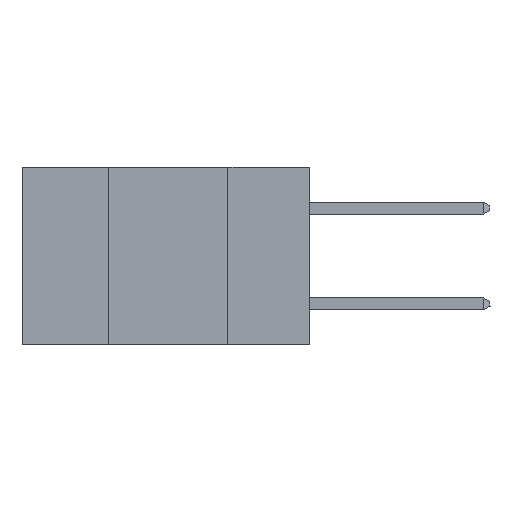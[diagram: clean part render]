
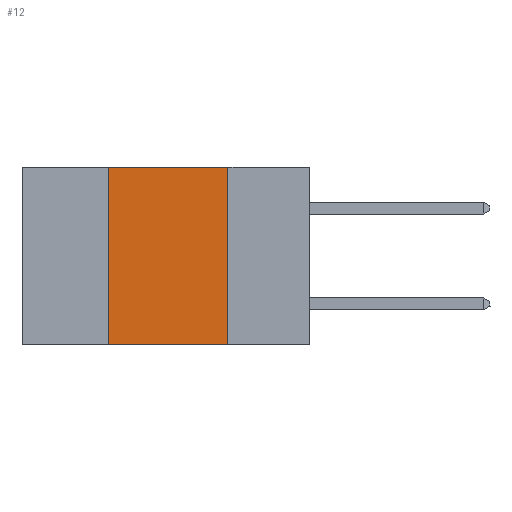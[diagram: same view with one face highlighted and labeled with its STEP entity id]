
A CAD part, left-side view. The second image highlights one B-rep face of the part: STEP entity #12.
In plain terms, the highlighted planar face has unit normal (-1, 0, 0).
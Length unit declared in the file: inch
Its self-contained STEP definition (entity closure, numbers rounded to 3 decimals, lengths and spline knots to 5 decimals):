
#12 = ADVANCED_FACE ( 'NONE', ( #10776 ), #19424, .F. ) ;
#34 = ORIENTED_EDGE ( 'NONE', *, *, #19341, .F. ) ;
#920 = LINE ( 'NONE', #12159, #5061 ) ;
#998 = CARTESIAN_POINT ( 'NONE',  ( 0., 0.17, -0.37 ) ) ;
#1571 = CARTESIAN_POINT ( 'NONE',  ( 0., 0.42, 0. ) ) ;
#1838 = VERTEX_POINT ( 'NONE', #14106 ) ;
#2858 = CARTESIAN_POINT ( 'NONE',  ( 0., 0.42, 0. ) ) ;
#3662 = DIRECTION ( 'NONE',  ( 0., -1., 0. ) ) ;
#3669 = VERTEX_POINT ( 'NONE', #8550 ) ;
#5061 = VECTOR ( 'NONE', #15689, 39.37008 ) ;
#5565 = VECTOR ( 'NONE', #11697, 39.37008 ) ;
#8550 = CARTESIAN_POINT ( 'NONE',  ( 0., 0.42, -0.37 ) ) ;
#8655 = VECTOR ( 'NONE', #3662, 39.37008 ) ;
#8800 = EDGE_CURVE ( 'NONE', #3669, #21633, #19073, .T. ) ;
#9179 = EDGE_CURVE ( 'NONE', #13214, #1838, #920, .T. ) ;
#9874 = CARTESIAN_POINT ( 'NONE',  ( 0., 0.17, 0. ) ) ;
#10209 = DIRECTION ( 'NONE',  ( 0., 0., -1. ) ) ;
#10679 = CARTESIAN_POINT ( 'NONE',  ( 0., 0.6, -0.37 ) ) ;
#10776 = FACE_OUTER_BOUND ( 'NONE', #17791, .T. ) ;
#11091 = ORIENTED_EDGE ( 'NONE', *, *, #8800, .T. ) ;
#11697 = DIRECTION ( 'NONE',  ( 0., 0., -1. ) ) ;
#11767 = DIRECTION ( 'NONE',  ( 0., 0., 1. ) ) ;
#11921 = ORIENTED_EDGE ( 'NONE', *, *, #9179, .F. ) ;
#12159 = CARTESIAN_POINT ( 'NONE',  ( 0., 0.6, 0. ) ) ;
#12966 = VECTOR ( 'NONE', #11767, 39.37008 ) ;
#13187 = ORIENTED_EDGE ( 'NONE', *, *, #21144, .F. ) ;
#13214 = VERTEX_POINT ( 'NONE', #1571 ) ;
#14106 = CARTESIAN_POINT ( 'NONE',  ( 0., 0.17, 0. ) ) ;
#15689 = DIRECTION ( 'NONE',  ( 0., -1., 0. ) ) ;
#16767 = CARTESIAN_POINT ( 'NONE',  ( 0., 0.6, 0. ) ) ;
#17607 = LINE ( 'NONE', #2858, #12966 ) ;
#17791 = EDGE_LOOP ( 'NONE', ( #34, #11921, #13187, #11091 ) ) ;
#19073 = LINE ( 'NONE', #10679, #8655 ) ;
#19341 = EDGE_CURVE ( 'NONE', #1838, #21633, #19506, .T. ) ;
#19424 = PLANE ( 'NONE',  #21637 ) ;
#19506 = LINE ( 'NONE', #9874, #5565 ) ;
#19920 = DIRECTION ( 'NONE',  ( 1., 0., 0. ) ) ;
#21144 = EDGE_CURVE ( 'NONE', #3669, #13214, #17607, .T. ) ;
#21633 = VERTEX_POINT ( 'NONE', #998 ) ;
#21637 = AXIS2_PLACEMENT_3D ( 'NONE', #16767, #19920, #10209 ) ;
